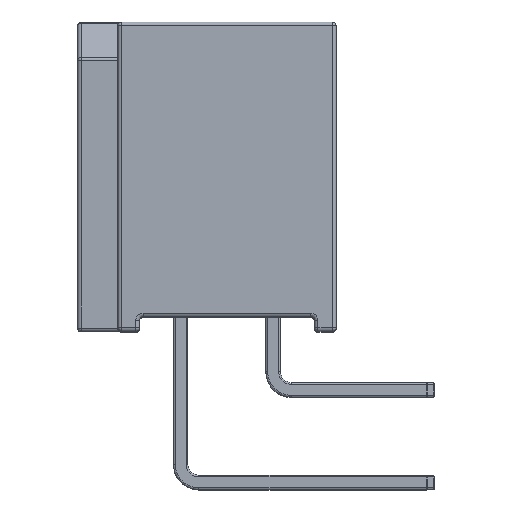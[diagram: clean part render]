
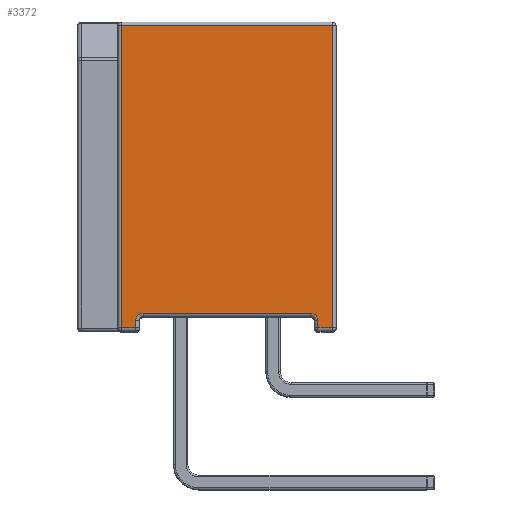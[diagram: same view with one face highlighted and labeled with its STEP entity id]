
A CAD part, top view. The second image highlights one B-rep face of the part: STEP entity #3372.
In plain terms, the highlighted face is planar.
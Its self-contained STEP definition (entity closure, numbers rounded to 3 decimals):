
#102 = CARTESIAN_POINT ( 'NONE',  ( 0., -4.15, -2.5 ) ) ;
#209 = EDGE_CURVE ( 'NONE', #2998, #5721, #2858, .T. ) ;
#248 = DIRECTION ( 'NONE',  ( 0., 1., 0. ) ) ;
#330 = CARTESIAN_POINT ( 'NONE',  ( 0., -4.35, -3. ) ) ;
#340 = VERTEX_POINT ( 'NONE', #6687 ) ;
#350 = EDGE_CURVE ( 'NONE', #3764, #4198, #6161, .T. ) ;
#357 = VECTOR ( 'NONE', #5374, 1000. ) ;
#514 = DIRECTION ( 'NONE',  ( 1., 0., 0. ) ) ;
#532 = LINE ( 'NONE', #2306, #357 ) ;
#565 = ORIENTED_EDGE ( 'NONE', *, *, #2592, .T. ) ;
#691 = CARTESIAN_POINT ( 'NONE',  ( 0., 3.95, -2.9 ) ) ;
#729 = VERTEX_POINT ( 'NONE', #1305 ) ;
#866 = DIRECTION ( 'NONE',  ( 0., 0., -1. ) ) ;
#879 = DIRECTION ( 'NONE',  ( 0., 0., -1. ) ) ;
#882 = ORIENTED_EDGE ( 'NONE', *, *, #1123, .T. ) ;
#916 = CARTESIAN_POINT ( 'NONE',  ( 0., -3.95, 2.3 ) ) ;
#947 = DIRECTION ( 'NONE',  ( 0., 0., -1. ) ) ;
#965 = CIRCLE ( 'NONE', #3387, 0.2 ) ;
#1047 = VECTOR ( 'NONE', #3067, 1000. ) ;
#1123 = EDGE_CURVE ( 'NONE', #2718, #6168, #1757, .T. ) ;
#1130 = CARTESIAN_POINT ( 'NONE',  ( 0., 3.95, 0. ) ) ;
#1167 = DIRECTION ( 'NONE',  ( 0., 1., 0. ) ) ;
#1183 = DIRECTION ( 'NONE',  ( 0., -1., 0. ) ) ;
#1305 = CARTESIAN_POINT ( 'NONE',  ( 0., 3.95, 2.9 ) ) ;
#1527 = FACE_OUTER_BOUND ( 'NONE', #1554, .T. ) ;
#1554 = EDGE_LOOP ( 'NONE', ( #2227, #1990, #5095, #565, #1908, #882, #2318, #5968, #4942, #5480 ) ) ;
#1670 = CARTESIAN_POINT ( 'NONE',  ( 0., -4.15, 2.5 ) ) ;
#1757 = LINE ( 'NONE', #4983, #6060 ) ;
#1908 = ORIENTED_EDGE ( 'NONE', *, *, #5362, .F. ) ;
#1990 = ORIENTED_EDGE ( 'NONE', *, *, #4453, .T. ) ;
#2227 = ORIENTED_EDGE ( 'NONE', *, *, #4723, .T. ) ;
#2306 = CARTESIAN_POINT ( 'NONE',  ( 0., -3.95, 0. ) ) ;
#2318 = ORIENTED_EDGE ( 'NONE', *, *, #4240, .T. ) ;
#2383 = CARTESIAN_POINT ( 'NONE',  ( 0., 0., -2.9 ) ) ;
#2473 = LINE ( 'NONE', #3583, #1047 ) ;
#2592 = EDGE_CURVE ( 'NONE', #2998, #3597, #532, .T. ) ;
#2718 = VERTEX_POINT ( 'NONE', #102 ) ;
#2858 = CIRCLE ( 'NONE', #5587, 0.2 ) ;
#2932 = CARTESIAN_POINT ( 'NONE',  ( 0., -4.15, -2.3 ) ) ;
#2998 = VERTEX_POINT ( 'NONE', #916 ) ;
#3067 = DIRECTION ( 'NONE',  ( 0., -1., 0. ) ) ;
#3116 = EDGE_CURVE ( 'NONE', #4198, #729, #6104, .T. ) ;
#3206 = VERTEX_POINT ( 'NONE', #6594 ) ;
#3372 = ADVANCED_FACE ( 'NONE', ( #1527 ), #6778, .T. ) ;
#3387 = AXIS2_PLACEMENT_3D ( 'NONE', #2932, #6697, #3480 ) ;
#3480 = DIRECTION ( 'NONE',  ( 0., 0., -1. ) ) ;
#3559 = CARTESIAN_POINT ( 'NONE',  ( 0., 0., 0. ) ) ;
#3583 = CARTESIAN_POINT ( 'NONE',  ( 0., 0., 2.9 ) ) ;
#3597 = VERTEX_POINT ( 'NONE', #6467 ) ;
#3653 = CARTESIAN_POINT ( 'NONE',  ( 0., -4.35, 0. ) ) ;
#3742 = CARTESIAN_POINT ( 'NONE',  ( 0., -4.15, 2.3 ) ) ;
#3764 = VERTEX_POINT ( 'NONE', #6154 ) ;
#3836 = DIRECTION ( 'NONE',  ( 0., 0., 1. ) ) ;
#4107 = DIRECTION ( 'NONE',  ( 1., 0., 0. ) ) ;
#4198 = VERTEX_POINT ( 'NONE', #691 ) ;
#4240 = EDGE_CURVE ( 'NONE', #6168, #3764, #5992, .T. ) ;
#4276 = CARTESIAN_POINT ( 'NONE',  ( 0., -4.35, -2.5 ) ) ;
#4285 = DIRECTION ( 'NONE',  ( 0., 0., -1. ) ) ;
#4313 = VECTOR ( 'NONE', #3836, 1000. ) ;
#4373 = VECTOR ( 'NONE', #947, 1000. ) ;
#4381 = CARTESIAN_POINT ( 'NONE',  ( 0., -4.05, 2.5 ) ) ;
#4453 = EDGE_CURVE ( 'NONE', #3206, #5721, #5733, .T. ) ;
#4468 = VECTOR ( 'NONE', #1167, 1000. ) ;
#4713 = VECTOR ( 'NONE', #248, 1000. ) ;
#4723 = EDGE_CURVE ( 'NONE', #340, #3206, #5656, .T. ) ;
#4942 = ORIENTED_EDGE ( 'NONE', *, *, #3116, .T. ) ;
#4983 = CARTESIAN_POINT ( 'NONE',  ( 0., -4.45, -2.5 ) ) ;
#5095 = ORIENTED_EDGE ( 'NONE', *, *, #209, .F. ) ;
#5099 = AXIS2_PLACEMENT_3D ( 'NONE', #3559, #4107, #866 ) ;
#5362 = EDGE_CURVE ( 'NONE', #2718, #3597, #965, .T. ) ;
#5374 = DIRECTION ( 'NONE',  ( 0., 0., -1. ) ) ;
#5480 = ORIENTED_EDGE ( 'NONE', *, *, #5511, .T. ) ;
#5511 = EDGE_CURVE ( 'NONE', #729, #340, #2473, .T. ) ;
#5587 = AXIS2_PLACEMENT_3D ( 'NONE', #3742, #514, #4285 ) ;
#5656 = LINE ( 'NONE', #3653, #4373 ) ;
#5721 = VERTEX_POINT ( 'NONE', #1670 ) ;
#5733 = LINE ( 'NONE', #4381, #4468 ) ;
#5823 = VECTOR ( 'NONE', #879, 1000. ) ;
#5968 = ORIENTED_EDGE ( 'NONE', *, *, #350, .T. ) ;
#5992 = LINE ( 'NONE', #330, #5823 ) ;
#6060 = VECTOR ( 'NONE', #1183, 1000. ) ;
#6104 = LINE ( 'NONE', #1130, #4313 ) ;
#6154 = CARTESIAN_POINT ( 'NONE',  ( 0., -4.35, -2.9 ) ) ;
#6161 = LINE ( 'NONE', #2383, #4713 ) ;
#6168 = VERTEX_POINT ( 'NONE', #4276 ) ;
#6467 = CARTESIAN_POINT ( 'NONE',  ( 0., -3.95, -2.3 ) ) ;
#6594 = CARTESIAN_POINT ( 'NONE',  ( 0., -4.35, 2.5 ) ) ;
#6687 = CARTESIAN_POINT ( 'NONE',  ( 0., -4.35, 2.9 ) ) ;
#6697 = DIRECTION ( 'NONE',  ( 1., 0., 0. ) ) ;
#6778 = PLANE ( 'NONE',  #5099 ) ;
